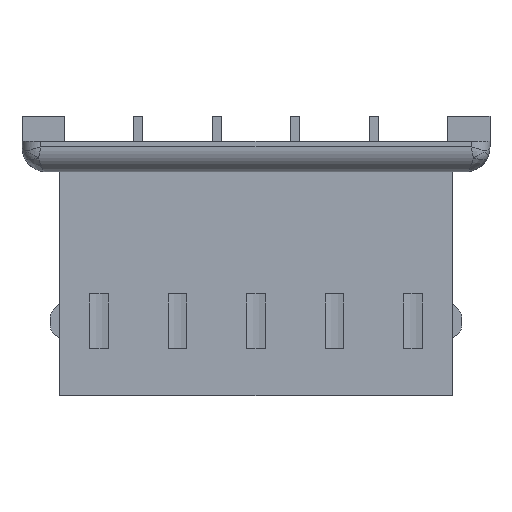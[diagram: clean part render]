
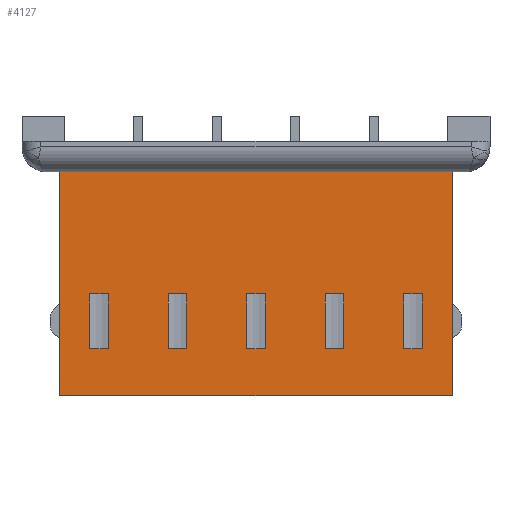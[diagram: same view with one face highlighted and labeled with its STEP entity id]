
A CAD part, front view. The second image highlights one B-rep face of the part: STEP entity #4127.
In plain terms, the highlighted planar face has unit normal (0, -1, 0).
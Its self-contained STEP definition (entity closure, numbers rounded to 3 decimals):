
#9=DIRECTION('',(-1.,0.,0.));
#10=VECTOR('',#9,12.5);
#11=CARTESIAN_POINT('',(6.25,-1.415,0.));
#12=LINE('',#11,#10);
#522=DIRECTION('',(1.,0.,0.));
#523=VECTOR('',#522,12.5);
#524=CARTESIAN_POINT('',(-6.25,-1.415,-7.13));
#525=LINE('',#524,#523);
#778=DIRECTION('',(0.,0.,1.));
#779=VECTOR('',#778,7.13);
#780=CARTESIAN_POINT('',(-6.25,-1.415,-7.13));
#781=LINE('',#780,#779);
#782=DIRECTION('',(0.,0.,-1.));
#783=VECTOR('',#782,7.13);
#784=CARTESIAN_POINT('',(6.25,-1.415,0.));
#785=LINE('',#784,#783);
#786=DIRECTION('',(0.,0.,-1.));
#787=VECTOR('',#786,1.75);
#788=CARTESIAN_POINT('',(4.7,-1.415,-3.88));
#789=LINE('',#788,#787);
#790=DIRECTION('',(1.,0.,0.));
#791=VECTOR('',#790,0.6);
#792=CARTESIAN_POINT('',(4.7,-1.415,-5.63));
#793=LINE('',#792,#791);
#794=DIRECTION('',(0.,0.,1.));
#795=VECTOR('',#794,1.75);
#796=CARTESIAN_POINT('',(5.3,-1.415,-5.63));
#797=LINE('',#796,#795);
#798=DIRECTION('',(-1.,0.,0.));
#799=VECTOR('',#798,0.6);
#800=CARTESIAN_POINT('',(5.3,-1.415,-3.88));
#801=LINE('',#800,#799);
#802=DIRECTION('',(0.,0.,-1.));
#803=VECTOR('',#802,1.75);
#804=CARTESIAN_POINT('',(2.2,-1.415,-3.88));
#805=LINE('',#804,#803);
#806=DIRECTION('',(1.,0.,0.));
#807=VECTOR('',#806,0.6);
#808=CARTESIAN_POINT('',(2.2,-1.415,-5.63));
#809=LINE('',#808,#807);
#810=DIRECTION('',(0.,0.,1.));
#811=VECTOR('',#810,1.75);
#812=CARTESIAN_POINT('',(2.8,-1.415,-5.63));
#813=LINE('',#812,#811);
#814=DIRECTION('',(-1.,0.,0.));
#815=VECTOR('',#814,0.6);
#816=CARTESIAN_POINT('',(2.8,-1.415,-3.88));
#817=LINE('',#816,#815);
#818=DIRECTION('',(0.,0.,-1.));
#819=VECTOR('',#818,1.75);
#820=CARTESIAN_POINT('',(-0.3,-1.415,-3.88));
#821=LINE('',#820,#819);
#822=DIRECTION('',(1.,0.,0.));
#823=VECTOR('',#822,0.6);
#824=CARTESIAN_POINT('',(-0.3,-1.415,-5.63));
#825=LINE('',#824,#823);
#826=DIRECTION('',(0.,0.,1.));
#827=VECTOR('',#826,1.75);
#828=CARTESIAN_POINT('',(0.3,-1.415,-5.63));
#829=LINE('',#828,#827);
#830=DIRECTION('',(-1.,0.,0.));
#831=VECTOR('',#830,0.6);
#832=CARTESIAN_POINT('',(0.3,-1.415,-3.88));
#833=LINE('',#832,#831);
#834=DIRECTION('',(0.,0.,-1.));
#835=VECTOR('',#834,1.75);
#836=CARTESIAN_POINT('',(-2.8,-1.415,-3.88));
#837=LINE('',#836,#835);
#838=DIRECTION('',(1.,0.,0.));
#839=VECTOR('',#838,0.6);
#840=CARTESIAN_POINT('',(-2.8,-1.415,-5.63));
#841=LINE('',#840,#839);
#842=DIRECTION('',(0.,0.,1.));
#843=VECTOR('',#842,1.75);
#844=CARTESIAN_POINT('',(-2.2,-1.415,-5.63));
#845=LINE('',#844,#843);
#846=DIRECTION('',(-1.,0.,0.));
#847=VECTOR('',#846,0.6);
#848=CARTESIAN_POINT('',(-2.2,-1.415,-3.88));
#849=LINE('',#848,#847);
#850=DIRECTION('',(0.,0.,-1.));
#851=VECTOR('',#850,1.75);
#852=CARTESIAN_POINT('',(-5.3,-1.415,-3.88));
#853=LINE('',#852,#851);
#854=DIRECTION('',(1.,0.,0.));
#855=VECTOR('',#854,0.6);
#856=CARTESIAN_POINT('',(-5.3,-1.415,-5.63));
#857=LINE('',#856,#855);
#858=DIRECTION('',(0.,0.,1.));
#859=VECTOR('',#858,1.75);
#860=CARTESIAN_POINT('',(-4.7,-1.415,-5.63));
#861=LINE('',#860,#859);
#862=DIRECTION('',(-1.,0.,0.));
#863=VECTOR('',#862,0.6);
#864=CARTESIAN_POINT('',(-4.7,-1.415,-3.88));
#865=LINE('',#864,#863);
#2168=CARTESIAN_POINT('',(6.25,-1.415,0.));
#2170=VERTEX_POINT('',#2168);
#2171=CARTESIAN_POINT('',(-6.25,-1.415,0.));
#2172=VERTEX_POINT('',#2171);
#2175=CARTESIAN_POINT('',(6.25,-1.415,-7.13));
#2176=VERTEX_POINT('',#2175);
#2221=CARTESIAN_POINT('',(-6.25,-1.415,-7.13));
#2222=VERTEX_POINT('',#2221);
#2655=CARTESIAN_POINT('',(4.7,-1.415,-3.88));
#2656=CARTESIAN_POINT('',(4.7,-1.415,-5.63));
#2657=VERTEX_POINT('',#2655);
#2658=VERTEX_POINT('',#2656);
#2659=CARTESIAN_POINT('',(5.3,-1.415,-5.63));
#2660=VERTEX_POINT('',#2659);
#2661=CARTESIAN_POINT('',(5.3,-1.415,-3.88));
#2662=VERTEX_POINT('',#2661);
#2671=CARTESIAN_POINT('',(2.2,-1.415,-3.88));
#2672=CARTESIAN_POINT('',(2.2,-1.415,-5.63));
#2673=VERTEX_POINT('',#2671);
#2674=VERTEX_POINT('',#2672);
#2675=CARTESIAN_POINT('',(2.8,-1.415,-5.63));
#2676=VERTEX_POINT('',#2675);
#2677=CARTESIAN_POINT('',(2.8,-1.415,-3.88));
#2678=VERTEX_POINT('',#2677);
#2687=CARTESIAN_POINT('',(-0.3,-1.415,-3.88));
#2688=CARTESIAN_POINT('',(-0.3,-1.415,-5.63));
#2689=VERTEX_POINT('',#2687);
#2690=VERTEX_POINT('',#2688);
#2691=CARTESIAN_POINT('',(0.3,-1.415,-5.63));
#2692=VERTEX_POINT('',#2691);
#2693=CARTESIAN_POINT('',(0.3,-1.415,-3.88));
#2694=VERTEX_POINT('',#2693);
#2703=CARTESIAN_POINT('',(-2.8,-1.415,-3.88));
#2704=CARTESIAN_POINT('',(-2.8,-1.415,-5.63));
#2705=VERTEX_POINT('',#2703);
#2706=VERTEX_POINT('',#2704);
#2707=CARTESIAN_POINT('',(-2.2,-1.415,-5.63));
#2708=VERTEX_POINT('',#2707);
#2709=CARTESIAN_POINT('',(-2.2,-1.415,-3.88));
#2710=VERTEX_POINT('',#2709);
#2719=CARTESIAN_POINT('',(-5.3,-1.415,-3.88));
#2720=CARTESIAN_POINT('',(-5.3,-1.415,-5.63));
#2721=VERTEX_POINT('',#2719);
#2722=VERTEX_POINT('',#2720);
#2723=CARTESIAN_POINT('',(-4.7,-1.415,-5.63));
#2724=VERTEX_POINT('',#2723);
#2725=CARTESIAN_POINT('',(-4.7,-1.415,-3.88));
#2726=VERTEX_POINT('',#2725);
#4065=CARTESIAN_POINT('',(6.25,-1.415,0.));
#4066=DIRECTION('',(0.,-1.,0.));
#4067=DIRECTION('',(-1.,0.,0.));
#4068=AXIS2_PLACEMENT_3D('',#4065,#4066,#4067);
#4069=PLANE('',#4068);
#4070=ORIENTED_EDGE('',*,*,#3686,.F.);
#4072=ORIENTED_EDGE('',*,*,#4071,.T.);
#4073=ORIENTED_EDGE('',*,*,#2814,.F.);
#4075=ORIENTED_EDGE('',*,*,#4074,.T.);
#4076=EDGE_LOOP('',(#4070,#4072,#4073,#4075));
#4077=FACE_OUTER_BOUND('',#4076,.F.);
#4078=ORIENTED_EDGE('',*,*,#4055,.T.);
#4080=ORIENTED_EDGE('',*,*,#4079,.T.);
#4082=ORIENTED_EDGE('',*,*,#4081,.T.);
#4084=ORIENTED_EDGE('',*,*,#4083,.T.);
#4085=EDGE_LOOP('',(#4078,#4080,#4082,#4084));
#4086=FACE_BOUND('',#4085,.F.);
#4088=ORIENTED_EDGE('',*,*,#4087,.T.);
#4090=ORIENTED_EDGE('',*,*,#4089,.T.);
#4092=ORIENTED_EDGE('',*,*,#4091,.T.);
#4094=ORIENTED_EDGE('',*,*,#4093,.T.);
#4095=EDGE_LOOP('',(#4088,#4090,#4092,#4094));
#4096=FACE_BOUND('',#4095,.F.);
#4098=ORIENTED_EDGE('',*,*,#4097,.T.);
#4100=ORIENTED_EDGE('',*,*,#4099,.T.);
#4102=ORIENTED_EDGE('',*,*,#4101,.T.);
#4104=ORIENTED_EDGE('',*,*,#4103,.T.);
#4105=EDGE_LOOP('',(#4098,#4100,#4102,#4104));
#4106=FACE_BOUND('',#4105,.F.);
#4108=ORIENTED_EDGE('',*,*,#4107,.T.);
#4110=ORIENTED_EDGE('',*,*,#4109,.T.);
#4112=ORIENTED_EDGE('',*,*,#4111,.T.);
#4114=ORIENTED_EDGE('',*,*,#4113,.T.);
#4115=EDGE_LOOP('',(#4108,#4110,#4112,#4114));
#4116=FACE_BOUND('',#4115,.F.);
#4118=ORIENTED_EDGE('',*,*,#4117,.T.);
#4120=ORIENTED_EDGE('',*,*,#4119,.T.);
#4122=ORIENTED_EDGE('',*,*,#4121,.T.);
#4124=ORIENTED_EDGE('',*,*,#4123,.T.);
#4125=EDGE_LOOP('',(#4118,#4120,#4122,#4124));
#4126=FACE_BOUND('',#4125,.F.);
#4127=ADVANCED_FACE('',(#4077,#4086,#4096,#4106,#4116,#4126),#4069,.T.);
#2814=EDGE_CURVE('',#2170,#2172,#12,.T.);
#3686=EDGE_CURVE('',#2222,#2176,#525,.T.);
#4055=EDGE_CURVE('',#2657,#2658,#789,.T.);
#4071=EDGE_CURVE('',#2222,#2172,#781,.T.);
#4074=EDGE_CURVE('',#2170,#2176,#785,.T.);
#4079=EDGE_CURVE('',#2658,#2660,#793,.T.);
#4081=EDGE_CURVE('',#2660,#2662,#797,.T.);
#4083=EDGE_CURVE('',#2662,#2657,#801,.T.);
#4087=EDGE_CURVE('',#2673,#2674,#805,.T.);
#4089=EDGE_CURVE('',#2674,#2676,#809,.T.);
#4091=EDGE_CURVE('',#2676,#2678,#813,.T.);
#4093=EDGE_CURVE('',#2678,#2673,#817,.T.);
#4097=EDGE_CURVE('',#2689,#2690,#821,.T.);
#4099=EDGE_CURVE('',#2690,#2692,#825,.T.);
#4101=EDGE_CURVE('',#2692,#2694,#829,.T.);
#4103=EDGE_CURVE('',#2694,#2689,#833,.T.);
#4107=EDGE_CURVE('',#2705,#2706,#837,.T.);
#4109=EDGE_CURVE('',#2706,#2708,#841,.T.);
#4111=EDGE_CURVE('',#2708,#2710,#845,.T.);
#4113=EDGE_CURVE('',#2710,#2705,#849,.T.);
#4117=EDGE_CURVE('',#2721,#2722,#853,.T.);
#4119=EDGE_CURVE('',#2722,#2724,#857,.T.);
#4121=EDGE_CURVE('',#2724,#2726,#861,.T.);
#4123=EDGE_CURVE('',#2726,#2721,#865,.T.);
